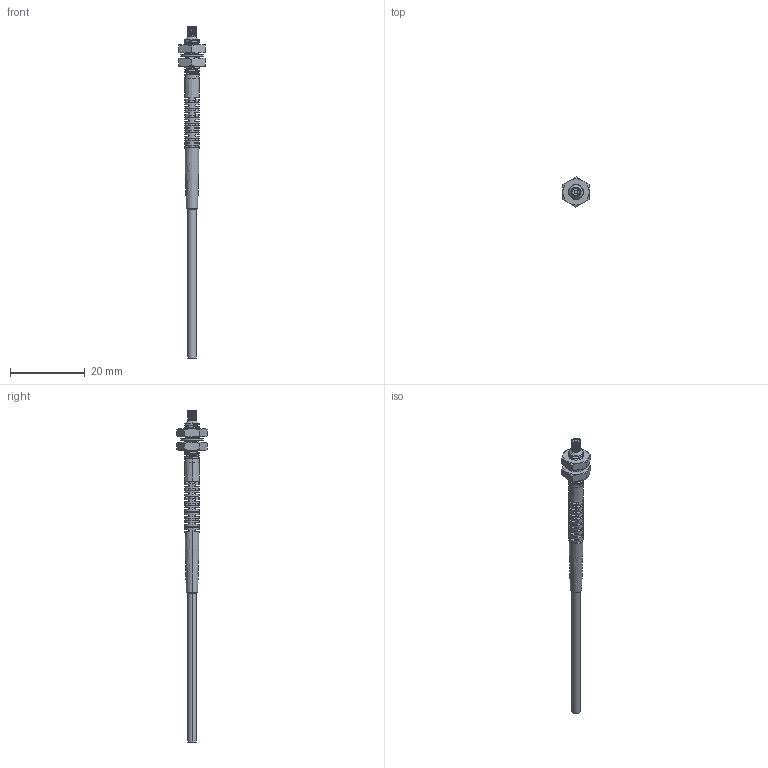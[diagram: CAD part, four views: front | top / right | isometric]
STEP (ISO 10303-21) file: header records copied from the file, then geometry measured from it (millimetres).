
FILE_DESCRIPTION((''),'2;1');
FILE_NAME('161888_ASM','2012-02-17T',('banengservice'),('BANNER ENGINEERING'),'PRO/ENGINEER BY PARAMETRIC TECHNOLOGY CORPORATION, 2009141','PRO/ENGINEER BY PARAMETRIC TECHNOLOGY CORPORATION, 2009141','');
FILE_SCHEMA(('CONFIG_CONTROL_DESIGN'));
Products named in the file (4): 16116_AF1; 08397_M4_X_0_7_HEX_JAM_NUT_NI; 08393_M3_ITLW_NI_PLATE; 161888_ASM
Assembly tree (4 placements, depth 2):
  161888_ASM
    16116_AF1
    08397_M4_X_0_7_HEX_JAM_NUT_NI  x2
    08393_M3_ITLW_NI_PLATE
Bounding box: 7 x 8.08 x 88.65 mm (x, y, z)
Volume: 754.5 mm3; surface area: 1420.4 mm2
Topology: 4 solids, 5 shells, 396 faces, 1013 edges, 644 vertices
Faces by surface type: cylinder 206, plane 103, cone 69, bspline 17, extrusion 1
Entity records: 15141 total; most frequent: CARTESIAN_POINT 6707, ORIENTED_EDGE 1818, DIRECTION 1677, EDGE_CURVE 909, AXIS2_PLACEMENT_3D 673, VERTEX_POINT 588, EDGE_LOOP 367, FACE_OUTER_BOUND 346
